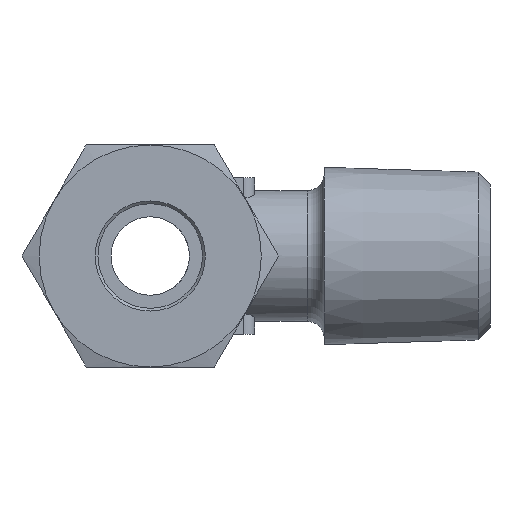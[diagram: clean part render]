
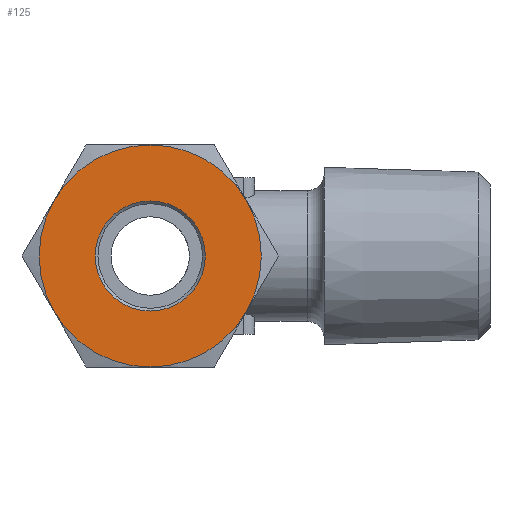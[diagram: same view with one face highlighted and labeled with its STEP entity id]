
A CAD part, left-side view. The second image highlights one B-rep face of the part: STEP entity #125.
In plain terms, the highlighted planar face has unit normal (-1, 0, 0).
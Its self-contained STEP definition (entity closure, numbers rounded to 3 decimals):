
#125 = ADVANCED_FACE( '', ( #294, #295 ), #296, .F. );
#294 = FACE_OUTER_BOUND( '', #524, .T. );
#295 = FACE_BOUND( '', #525, .T. );
#296 = PLANE( '', #526 );
#524 = EDGE_LOOP( '', ( #1028, #1029, #1030, #1031, #1032, #1033 ) );
#525 = EDGE_LOOP( '', ( #1034 ) );
#526 = AXIS2_PLACEMENT_3D( '', #1035, #1036, #1037 );
#1028 = ORIENTED_EDGE( '', *, *, #1531, .F. );
#1029 = ORIENTED_EDGE( '', *, *, #1532, .F. );
#1030 = ORIENTED_EDGE( '', *, *, #1533, .F. );
#1031 = ORIENTED_EDGE( '', *, *, #1534, .F. );
#1032 = ORIENTED_EDGE( '', *, *, #1530, .F. );
#1033 = ORIENTED_EDGE( '', *, *, #1535, .F. );
#1034 = ORIENTED_EDGE( '', *, *, #1496, .T. );
#1035 = CARTESIAN_POINT( '', ( -29., 0., 0. ) );
#1036 = DIRECTION( '', ( 1., 0., 0. ) );
#1037 = DIRECTION( '', ( 0., 0., -1. ) );
#1496 = EDGE_CURVE( '', #1812, #1812, #1813, .T. );
#1530 = EDGE_CURVE( '', #1869, #1716, #1871, .T. );
#1531 = EDGE_CURVE( '', #1872, #1731, #1873, .T. );
#1532 = EDGE_CURVE( '', #1749, #1872, #1874, .T. );
#1533 = EDGE_CURVE( '', #1875, #1749, #1876, .T. );
#1534 = EDGE_CURVE( '', #1716, #1875, #1877, .T. );
#1535 = EDGE_CURVE( '', #1731, #1869, #1878, .T. );
#1716 = VERTEX_POINT( '', #2307 );
#1731 = VERTEX_POINT( '', #2339 );
#1749 = VERTEX_POINT( '', #2379 );
#1812 = VERTEX_POINT( '', #2479 );
#1813 = CIRCLE( '', #2480, 4.215 );
#1869 = VERTEX_POINT( '', #2581 );
#1871 = CIRCLE( '', #2588, 8.5 );
#1872 = VERTEX_POINT( '', #2589 );
#1873 = CIRCLE( '', #2590, 8.5 );
#1874 = CIRCLE( '', #2591, 8.5 );
#1875 = VERTEX_POINT( '', #2592 );
#1876 = CIRCLE( '', #2593, 8.5 );
#1877 = CIRCLE( '', #2594, 8.5 );
#1878 = CIRCLE( '', #2595, 8.5 );
#2307 = CARTESIAN_POINT( '', ( -29., -7.361, 4.25 ) );
#2339 = CARTESIAN_POINT( '', ( -29., 7.361, 4.25 ) );
#2379 = CARTESIAN_POINT( '', ( -29., 0., -8.5 ) );
#2479 = CARTESIAN_POINT( '', ( -29., 0., -4.215 ) );
#2480 = AXIS2_PLACEMENT_3D( '', #2904, #2905, #2906 );
#2581 = CARTESIAN_POINT( '', ( -29., 0., 8.5 ) );
#2588 = AXIS2_PLACEMENT_3D( '', #2957, #2958, #2959 );
#2589 = CARTESIAN_POINT( '', ( -29., 7.361, -4.25 ) );
#2590 = AXIS2_PLACEMENT_3D( '', #2960, #2961, #2962 );
#2591 = AXIS2_PLACEMENT_3D( '', #2963, #2964, #2965 );
#2592 = CARTESIAN_POINT( '', ( -29., -7.361, -4.25 ) );
#2593 = AXIS2_PLACEMENT_3D( '', #2966, #2967, #2968 );
#2594 = AXIS2_PLACEMENT_3D( '', #2969, #2970, #2971 );
#2595 = AXIS2_PLACEMENT_3D( '', #2972, #2973, #2974 );
#2904 = CARTESIAN_POINT( '', ( -29., 0., 0. ) );
#2905 = DIRECTION( '', ( 1., 0., 0. ) );
#2906 = DIRECTION( '', ( 0., 0., -1. ) );
#2957 = CARTESIAN_POINT( '', ( -29., 0., 0. ) );
#2958 = DIRECTION( '', ( 1., 0., 0. ) );
#2959 = DIRECTION( '', ( 0., 0., -1. ) );
#2960 = CARTESIAN_POINT( '', ( -29., 0., 0. ) );
#2961 = DIRECTION( '', ( 1., 0., 0. ) );
#2962 = DIRECTION( '', ( 0., 0., -1. ) );
#2963 = CARTESIAN_POINT( '', ( -29., 0., 0. ) );
#2964 = DIRECTION( '', ( 1., 0., 0. ) );
#2965 = DIRECTION( '', ( 0., 0., -1. ) );
#2966 = CARTESIAN_POINT( '', ( -29., 0., 0. ) );
#2967 = DIRECTION( '', ( 1., 0., 0. ) );
#2968 = DIRECTION( '', ( 0., 0., -1. ) );
#2969 = CARTESIAN_POINT( '', ( -29., 0., 0. ) );
#2970 = DIRECTION( '', ( 1., 0., 0. ) );
#2971 = DIRECTION( '', ( 0., 0., -1. ) );
#2972 = CARTESIAN_POINT( '', ( -29., 0., 0. ) );
#2973 = DIRECTION( '', ( 1., 0., 0. ) );
#2974 = DIRECTION( '', ( 0., 0., -1. ) );
